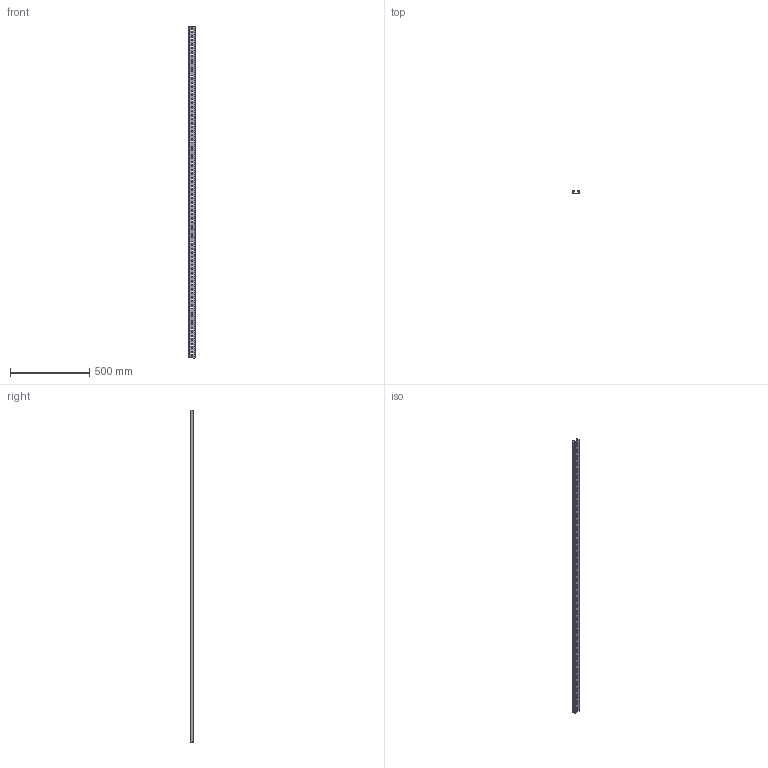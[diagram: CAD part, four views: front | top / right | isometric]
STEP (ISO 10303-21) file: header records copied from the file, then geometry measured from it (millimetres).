
FILE_DESCRIPTION (( 'STEP AP203' ), '1' );
FILE_NAME ('STRUT-镳铘桦黖h21-2100.step', '2022-01-25T09:41:21', ( '' ), ( '' ), 'SwSTEP 2.0', 'SolidWorks 2017', '' );
FILE_SCHEMA (( 'CONFIG_CONTROL_DESIGN' ));
Products named in the file (1): STRUT-镳铘桦黖h21-2100
Bounding box: 41 x 21 x 2100 mm (x, y, z)
Volume: 382745.3 mm3; surface area: 406218.3 mm2
Topology: 1 solids, 1 shells, 1792 faces, 5370 edges, 3580 vertices
Faces by surface type: plane 1702, cylinder 90
Entity records: 59519 total; most frequent: CARTESIAN_POINT 10743, ORIENTED_EDGE 10740, DIRECTION 9136, EDGE_CURVE 5370, VECTOR 5190, LINE 5190, VERTEX_POINT 3580, AXIS2_PLACEMENT_3D 1973
